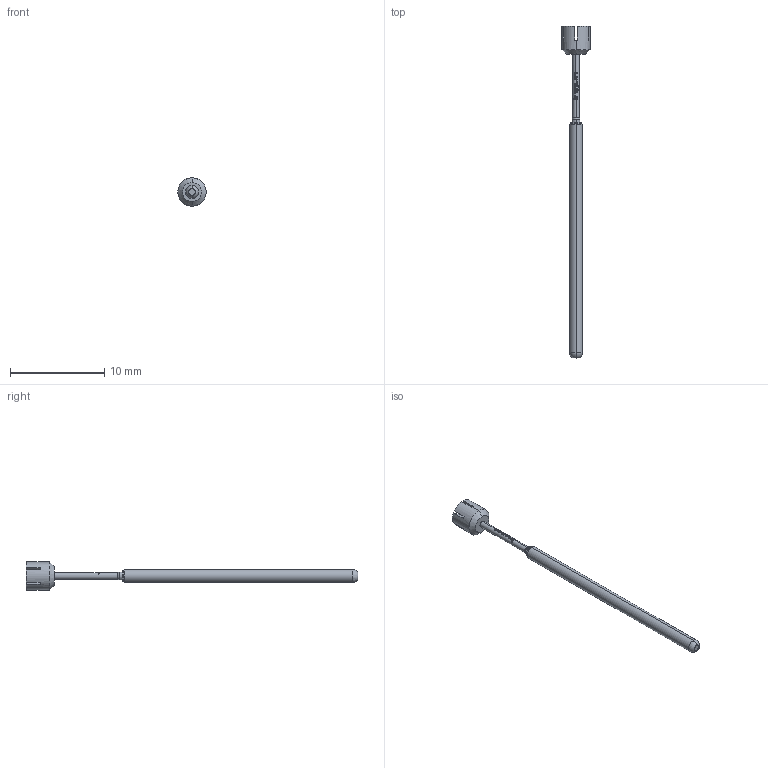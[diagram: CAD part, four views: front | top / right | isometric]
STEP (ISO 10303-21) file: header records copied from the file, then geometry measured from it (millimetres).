
FILE_DESCRIPTION (( 'STEP AP203' ), '1' );
FILE_NAME ('INGUN_GKS-100_319_300_A_xx00_Q15.STEP', '2022-08-01T11:33:07', ( 'ochi' ), ( '' ), 'SwSTEP 2.0', 'SolidWorks 2018', '' );
FILE_SCHEMA (( 'CONFIG_CONTROL_DESIGN' ));
Length unit declared in the file: millimetre
Products named in the file (1): INGUN_GKS-100_319_300_A_xx00_Q15
Bounding box: 3 x 35.2 x 3 mm (x, y, z)
Volume: 55.3 mm3; surface area: 180.1 mm2
Topology: 1 solids, 1 shells, 136 faces, 378 edges, 248 vertices
Faces by surface type: plane 56, cylinder 31, bspline 29, cone 16, torus 4
Entity records: 5487 total; most frequent: CARTESIAN_POINT 2450, ORIENTED_EDGE 756, DIRECTION 404, EDGE_CURVE 378, VERTEX_POINT 248, B_SPLINE_CURVE_WITH_KNOTS 246, AXIS2_PLACEMENT_3D 164, EDGE_LOOP 140
